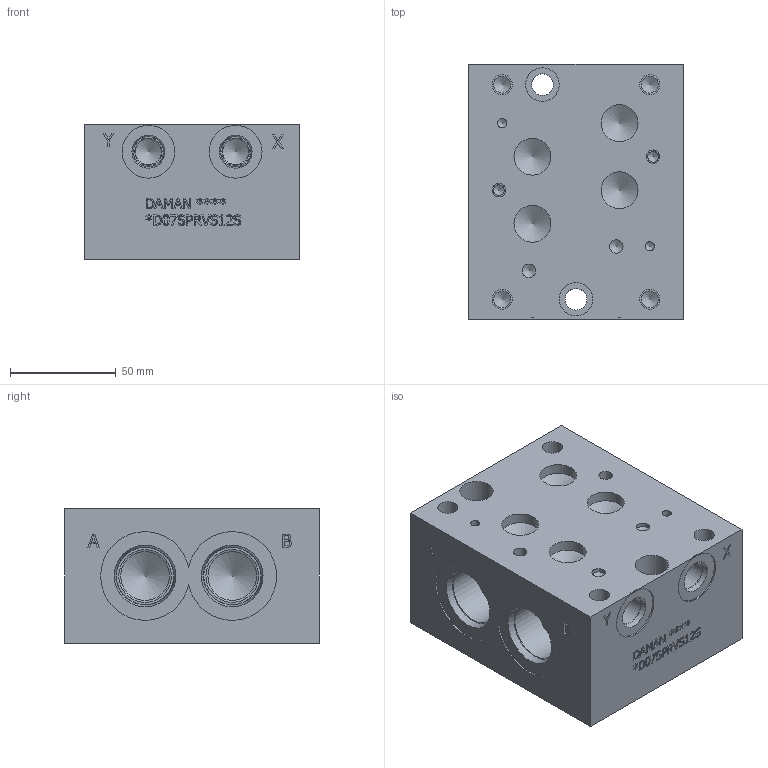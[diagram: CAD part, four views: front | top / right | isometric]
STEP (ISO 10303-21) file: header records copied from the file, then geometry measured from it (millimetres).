
FILE_DESCRIPTION(/* description */ (''),/* implementation_level */ '2;1');
FILE_NAME(/* name */ '_D07SPRVS12S.stp',/* time_stamp */ '2020-03-11T15:56:39-04:00',/* author */ ('alexanderw'),/* organization */ (''),/* preprocessor_version */ 'ST-DEVELOPER v17',/* originating_system */ 'Autodesk Inventor 2019',/* authorisation */ '');
FILE_SCHEMA (('AUTOMOTIVE_DESIGN { 1 0 10303 214 3 1 1 }'));
Length unit declared in the file: millimetre
Products named in the file (1): Part_AD07SPRVS12S_3D
Bounding box: 101.6 x 120.65 x 63.5 mm (x, y, z)
Volume: 613019.5 mm3; surface area: 79972.6 mm2
Topology: 1 solids, 1 shells, 613 faces, 1696 edges, 1143 vertices
Faces by surface type: plane 354, bspline 133, cylinder 74, cone 52
Full cylindrical faces by diameter (mm): 4.343 x2, 5.105 x2, 6.35 x4, 7.925 x4, 9.525 x4, 10.312 x2, 12.294 x2, 12.9 x1, 12.903 x1, 14.275 x2, 14.529 x2, 15.875 x2, 17.475 x5, 22.225 x1, 23.012 x2, 23.698 x1, 24.917 x2, 25.019 x2, 25.4 x1, 26.187 x1, 26.99 x3, 27 x3, 27.381 x1, 27.432 x6, 29.277 x1
Entity records: 20831 total; most frequent: CARTESIAN_POINT 5443, ORIENTED_EDGE 3354, DIRECTION 2580, EDGE_CURVE 1677, VERTEX_POINT 1143, LINE 1110, VECTOR 1110, AXIS2_PLACEMENT_3D 735
